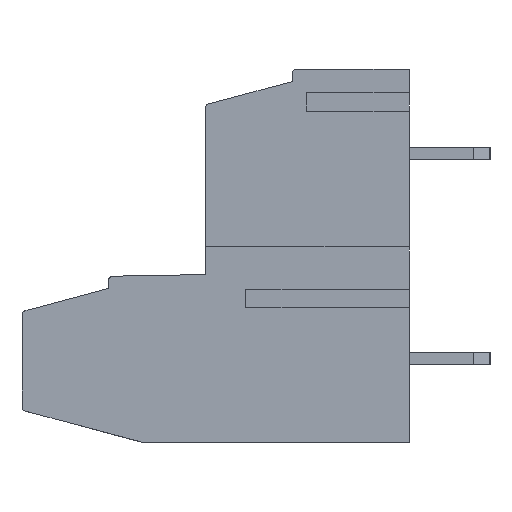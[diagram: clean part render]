
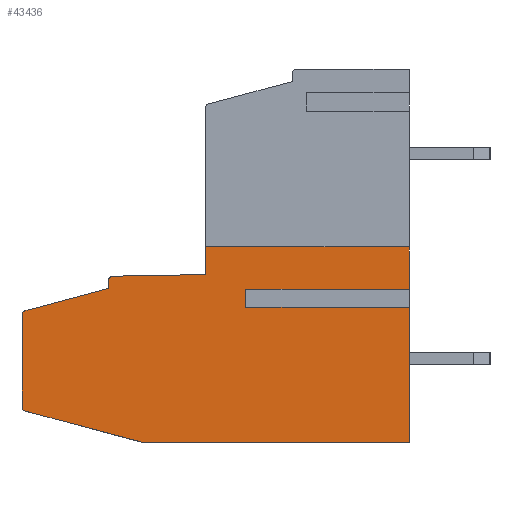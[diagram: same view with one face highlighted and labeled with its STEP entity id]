
A CAD part, left-side view. The second image highlights one B-rep face of the part: STEP entity #43436.
In plain terms, the highlighted planar face has unit normal (-1, 0, 0).
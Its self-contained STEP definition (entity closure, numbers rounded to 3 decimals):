
#66 = VERTEX_POINT ( 'NONE', #46725 ) ;
#176 = VECTOR ( 'NONE', #24194, 1000. ) ;
#380 = VERTEX_POINT ( 'NONE', #577 ) ;
#577 = CARTESIAN_POINT ( 'NONE',  ( -2.5, 8.1, 3.236 ) ) ;
#1176 = CIRCLE ( 'NONE', #23271, 0.2 ) ;
#1593 = VERTEX_POINT ( 'NONE', #12178 ) ;
#2900 = ORIENTED_EDGE ( 'NONE', *, *, #11116, .F. ) ;
#3037 = CIRCLE ( 'NONE', #15665, 0.2 ) ;
#3101 = LINE ( 'NONE', #18160, #25498 ) ;
#3581 = ORIENTED_EDGE ( 'NONE', *, *, #4662, .T. ) ;
#3855 = DIRECTION ( 'NONE',  ( 0., 0., 1. ) ) ;
#3901 = CARTESIAN_POINT ( 'NONE',  ( -2.5, 19.2, -2.429 ) ) ;
#4120 = CARTESIAN_POINT ( 'NONE',  ( -2.5, 10.1, 4.14 ) ) ;
#4174 = CARTESIAN_POINT ( 'NONE',  ( -2.5, 0., 3.236 ) ) ;
#4662 = EDGE_CURVE ( 'NONE', #13783, #44162, #8666, .T. ) ;
#6127 = CARTESIAN_POINT ( 'NONE',  ( -2.5, 14.9, 3.456 ) ) ;
#7161 = DIRECTION ( 'NONE',  ( -1., 0., 0. ) ) ;
#7318 = CARTESIAN_POINT ( 'NONE',  ( -2.5, 0., -4.19 ) ) ;
#8257 = CARTESIAN_POINT ( 'NONE',  ( -2.5, 0., 2.7 ) ) ;
#8417 = DIRECTION ( 'NONE',  ( 0., 0., 1. ) ) ;
#8666 = CIRCLE ( 'NONE', #21280, 0.2 ) ;
#8669 = DIRECTION ( 'NONE',  ( 0., -1., 0. ) ) ;
#9089 = CARTESIAN_POINT ( 'NONE',  ( -2.5, 14.9, 4.056 ) ) ;
#9516 = CARTESIAN_POINT ( 'NONE',  ( -2.5, 14.9, 3.456 ) ) ;
#9681 = EDGE_CURVE ( 'NONE', #24808, #44162, #13771, .T. ) ;
#9905 = LINE ( 'NONE', #43638, #26494 ) ;
#9982 = VERTEX_POINT ( 'NONE', #15308 ) ;
#10549 = DIRECTION ( 'NONE',  ( 0., -1., 0. ) ) ;
#10800 = LINE ( 'NONE', #37132, #44900 ) ;
#10990 = CARTESIAN_POINT ( 'NONE',  ( -2.5, 14.7, 3.86 ) ) ;
#11116 = EDGE_CURVE ( 'NONE', #15483, #23325, #40093, .T. ) ;
#11448 = CARTESIAN_POINT ( 'NONE',  ( -2.5, 8.1, 3.236 ) ) ;
#11916 = CARTESIAN_POINT ( 'NONE',  ( -2.5, 19.2, -4.19 ) ) ;
#12178 = CARTESIAN_POINT ( 'NONE',  ( -2.5, 8.1, 2.7 ) ) ;
#13771 = LINE ( 'NONE', #48198, #17818 ) ;
#13783 = VERTEX_POINT ( 'NONE', #3901 ) ;
#14357 = ORIENTED_EDGE ( 'NONE', *, *, #30880, .T. ) ;
#14772 = ORIENTED_EDGE ( 'NONE', *, *, #22486, .T. ) ;
#15074 = PLANE ( 'NONE',  #39877 ) ;
#15308 = CARTESIAN_POINT ( 'NONE',  ( -2.5, 10.1, 5.51 ) ) ;
#15483 = VERTEX_POINT ( 'NONE', #9516 ) ;
#15533 = EDGE_CURVE ( 'NONE', #48944, #23325, #3037, .T. ) ;
#15665 = AXIS2_PLACEMENT_3D ( 'NONE', #10990, #33585, #33101 ) ;
#16755 = CARTESIAN_POINT ( 'NONE',  ( -2.5, 14.703, 4.06 ) ) ;
#17538 = CARTESIAN_POINT ( 'NONE',  ( -2.5, 19.052, 2.344 ) ) ;
#17818 = VECTOR ( 'NONE', #24905, 1000. ) ;
#18046 = DIRECTION ( 'NONE',  ( 0., 0., -1. ) ) ;
#18160 = CARTESIAN_POINT ( 'NONE',  ( -2.5, 0., -4.19 ) ) ;
#18225 = DIRECTION ( 'NONE',  ( 0., 0., 1. ) ) ;
#18437 = EDGE_CURVE ( 'NONE', #380, #1593, #34184, .T. ) ;
#18907 = CARTESIAN_POINT ( 'NONE',  ( -2.5, 19.052, -2.622 ) ) ;
#19496 = VERTEX_POINT ( 'NONE', #17538 ) ;
#19526 = VERTEX_POINT ( 'NONE', #4174 ) ;
#19645 = EDGE_CURVE ( 'NONE', #48944, #66, #31191, .T. ) ;
#19896 = ORIENTED_EDGE ( 'NONE', *, *, #39159, .T. ) ;
#20263 = DIRECTION ( 'NONE',  ( 0., -1., 0. ) ) ;
#21280 = AXIS2_PLACEMENT_3D ( 'NONE', #28990, #7161, #33235 ) ;
#21731 = FACE_OUTER_BOUND ( 'NONE', #23029, .T. ) ;
#22156 = DIRECTION ( 'NONE',  ( -1., 0., 0. ) ) ;
#22486 = EDGE_CURVE ( 'NONE', #19496, #40134, #1176, .T. ) ;
#22531 = VECTOR ( 'NONE', #18225, 1000. ) ;
#22641 = LINE ( 'NONE', #7318, #27580 ) ;
#23029 = EDGE_LOOP ( 'NONE', ( #28788, #33455, #2900, #30636, #14772, #26018, #3581, #29625, #31546, #29373, #27645, #37064, #14357, #19896, #25594, #34853 ) ) ;
#23209 = CARTESIAN_POINT ( 'NONE',  ( -2.5, 8.1, 3.236 ) ) ;
#23271 = AXIS2_PLACEMENT_3D ( 'NONE', #41518, #22156, #37595 ) ;
#23325 = VERTEX_POINT ( 'NONE', #23543 ) ;
#23505 = LINE ( 'NONE', #11916, #27831 ) ;
#23543 = CARTESIAN_POINT ( 'NONE',  ( -2.5, 14.9, 3.86 ) ) ;
#23845 = VECTOR ( 'NONE', #20263, 1000. ) ;
#24194 = DIRECTION ( 'NONE',  ( 0., -1., 0.017 ) ) ;
#24234 = CARTESIAN_POINT ( 'NONE',  ( -2.5, 8.1, 2.7 ) ) ;
#24490 = LINE ( 'NONE', #24234, #23845 ) ;
#24594 = VECTOR ( 'NONE', #42098, 1000. ) ;
#24808 = VERTEX_POINT ( 'NONE', #25150 ) ;
#24905 = DIRECTION ( 'NONE',  ( 0., 0.966, 0.259 ) ) ;
#25150 = CARTESIAN_POINT ( 'NONE',  ( -2.5, 13.2, -4.19 ) ) ;
#25251 = DIRECTION ( 'NONE',  ( 1., 0., 0. ) ) ;
#25498 = VECTOR ( 'NONE', #40022, 1000. ) ;
#25594 = ORIENTED_EDGE ( 'NONE', *, *, #41576, .F. ) ;
#25729 = CARTESIAN_POINT ( 'NONE',  ( -2.5, 19.2, -4.19 ) ) ;
#26018 = ORIENTED_EDGE ( 'NONE', *, *, #41549, .F. ) ;
#26057 = CARTESIAN_POINT ( 'NONE',  ( -2.5, 0., 5.51 ) ) ;
#26243 = VECTOR ( 'NONE', #8669, 1000. ) ;
#26331 = LINE ( 'NONE', #11448, #26999 ) ;
#26494 = VECTOR ( 'NONE', #44146, 1000. ) ;
#26999 = VECTOR ( 'NONE', #38263, 1000. ) ;
#27580 = VECTOR ( 'NONE', #3855, 1000. ) ;
#27645 = ORIENTED_EDGE ( 'NONE', *, *, #41626, .F. ) ;
#27831 = VECTOR ( 'NONE', #8417, 1000. ) ;
#28123 = EDGE_CURVE ( 'NONE', #24808, #37678, #10800, .T. ) ;
#28788 = ORIENTED_EDGE ( 'NONE', *, *, #19645, .F. ) ;
#28831 = CARTESIAN_POINT ( 'NONE',  ( -2.5, 0., -4.19 ) ) ;
#28990 = CARTESIAN_POINT ( 'NONE',  ( -2.5, 19., -2.429 ) ) ;
#29373 = ORIENTED_EDGE ( 'NONE', *, *, #48335, .T. ) ;
#29625 = ORIENTED_EDGE ( 'NONE', *, *, #9681, .F. ) ;
#30636 = ORIENTED_EDGE ( 'NONE', *, *, #45465, .F. ) ;
#30880 = EDGE_CURVE ( 'NONE', #380, #19526, #26331, .T. ) ;
#31191 = LINE ( 'NONE', #9089, #176 ) ;
#31546 = ORIENTED_EDGE ( 'NONE', *, *, #28123, .T. ) ;
#32469 = LINE ( 'NONE', #42637, #26243 ) ;
#33101 = DIRECTION ( 'NONE',  ( 0., 0., -1. ) ) ;
#33235 = DIRECTION ( 'NONE',  ( 0., 0., -1. ) ) ;
#33455 = ORIENTED_EDGE ( 'NONE', *, *, #15533, .T. ) ;
#33585 = DIRECTION ( 'NONE',  ( -1., 0., 0. ) ) ;
#34184 = LINE ( 'NONE', #23209, #24594 ) ;
#34853 = ORIENTED_EDGE ( 'NONE', *, *, #39985, .F. ) ;
#36586 = CARTESIAN_POINT ( 'NONE',  ( -2.5, 19.2, 2.151 ) ) ;
#37064 = ORIENTED_EDGE ( 'NONE', *, *, #18437, .F. ) ;
#37132 = CARTESIAN_POINT ( 'NONE',  ( -2.5, 19.2, -4.19 ) ) ;
#37140 = VERTEX_POINT ( 'NONE', #26057 ) ;
#37595 = DIRECTION ( 'NONE',  ( 0., 0., -1. ) ) ;
#37678 = VERTEX_POINT ( 'NONE', #28831 ) ;
#38263 = DIRECTION ( 'NONE',  ( 0., -1., 0. ) ) ;
#39159 = EDGE_CURVE ( 'NONE', #19526, #37140, #3101, .T. ) ;
#39290 = VERTEX_POINT ( 'NONE', #8257 ) ;
#39860 = VECTOR ( 'NONE', #46004, 1000. ) ;
#39877 = AXIS2_PLACEMENT_3D ( 'NONE', #25729, #25251, #18046 ) ;
#39985 = EDGE_CURVE ( 'NONE', #66, #9982, #42300, .T. ) ;
#40022 = DIRECTION ( 'NONE',  ( 0., 0., 1. ) ) ;
#40093 = LINE ( 'NONE', #6127, #22531 ) ;
#40134 = VERTEX_POINT ( 'NONE', #36586 ) ;
#41518 = CARTESIAN_POINT ( 'NONE',  ( -2.5, 19., 2.151 ) ) ;
#41549 = EDGE_CURVE ( 'NONE', #13783, #40134, #23505, .T. ) ;
#41576 = EDGE_CURVE ( 'NONE', #9982, #37140, #32469, .T. ) ;
#41626 = EDGE_CURVE ( 'NONE', #1593, #39290, #24490, .T. ) ;
#42098 = DIRECTION ( 'NONE',  ( 0., 0., -1. ) ) ;
#42300 = LINE ( 'NONE', #4120, #39860 ) ;
#42637 = CARTESIAN_POINT ( 'NONE',  ( -2.5, 19.2, 5.51 ) ) ;
#43436 = ADVANCED_FACE ( 'NONE', ( #21731 ), #15074, .F. ) ;
#43638 = CARTESIAN_POINT ( 'NONE',  ( -2.5, 19.2, 2.304 ) ) ;
#44146 = DIRECTION ( 'NONE',  ( 0., -0.966, 0.259 ) ) ;
#44162 = VERTEX_POINT ( 'NONE', #18907 ) ;
#44900 = VECTOR ( 'NONE', #10549, 1000. ) ;
#45465 = EDGE_CURVE ( 'NONE', #19496, #15483, #9905, .T. ) ;
#46004 = DIRECTION ( 'NONE',  ( 0., 0., 1. ) ) ;
#46725 = CARTESIAN_POINT ( 'NONE',  ( -2.5, 10.1, 4.14 ) ) ;
#48198 = CARTESIAN_POINT ( 'NONE',  ( -2.5, 13.2, -4.19 ) ) ;
#48335 = EDGE_CURVE ( 'NONE', #37678, #39290, #22641, .T. ) ;
#48944 = VERTEX_POINT ( 'NONE', #16755 ) ;
